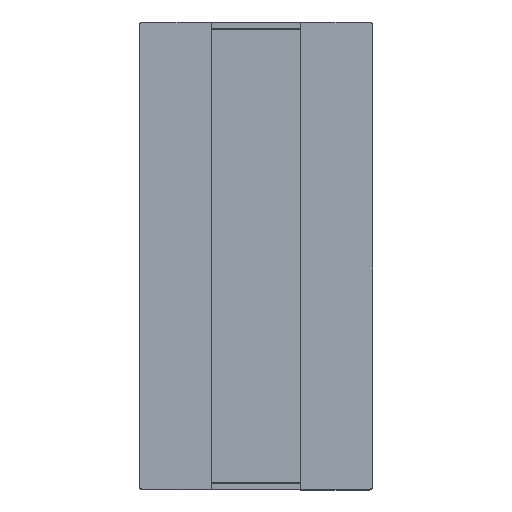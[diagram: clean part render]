
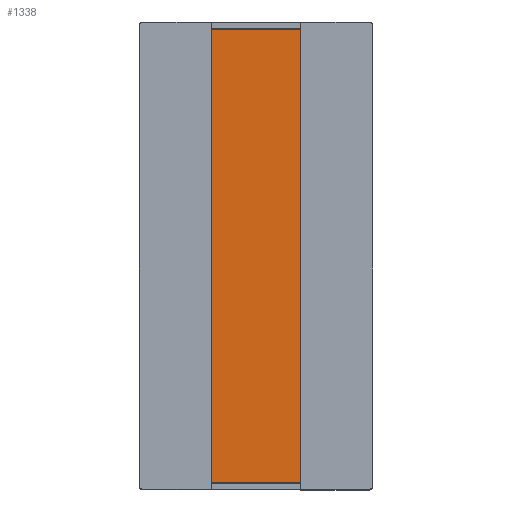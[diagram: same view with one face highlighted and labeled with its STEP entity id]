
A CAD part, top view. The second image highlights one B-rep face of the part: STEP entity #1338.
In plain terms, the highlighted face is planar.
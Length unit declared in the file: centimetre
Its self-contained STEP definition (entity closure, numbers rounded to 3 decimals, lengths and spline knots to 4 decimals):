
#200=FACE_OUTER_BOUND('',#288,.T.);
#288=EDGE_LOOP('',(#1084,#1085,#1086,#1087));
#408=LINE('',#2130,#556);
#411=LINE('',#2136,#559);
#414=LINE('',#2142,#562);
#417=LINE('',#2146,#565);
#556=VECTOR('',#1730,1.);
#559=VECTOR('',#1735,1.);
#562=VECTOR('',#1740,1.);
#565=VECTOR('',#1745,1.);
#671=VERTEX_POINT('',#2127);
#672=VERTEX_POINT('',#2129);
#674=VERTEX_POINT('',#2135);
#676=VERTEX_POINT('',#2141);
#810=EDGE_CURVE('',#672,#671,#408,.T.);
#813=EDGE_CURVE('',#674,#672,#411,.T.);
#816=EDGE_CURVE('',#676,#674,#414,.T.);
#819=EDGE_CURVE('',#671,#676,#417,.T.);
#1084=ORIENTED_EDGE('',*,*,#819,.T.);
#1085=ORIENTED_EDGE('',*,*,#816,.T.);
#1086=ORIENTED_EDGE('',*,*,#813,.T.);
#1087=ORIENTED_EDGE('',*,*,#810,.T.);
#1261=PLANE('',#1445);
#1338=ADVANCED_FACE('',(#200),#1261,.T.);
#1445=AXIS2_PLACEMENT_3D('',#2147,#1746,#1747);
#1730=DIRECTION('',(-1.,0.,0.));
#1735=DIRECTION('',(0.,0.,-1.));
#1740=DIRECTION('',(1.,0.,0.));
#1745=DIRECTION('',(0.,0.,1.));
#1746=DIRECTION('center_axis',(0.,1.,0.));
#1747=DIRECTION('ref_axis',(0.,0.,1.));
#2127=CARTESIAN_POINT('',(38.6,7.21,-246.));
#2129=CARTESIAN_POINT('',(86.4,7.21,-246.));
#2130=CARTESIAN_POINT('',(20.,7.21,-246.));
#2135=CARTESIAN_POINT('',(86.4,7.21,-4.));
#2136=CARTESIAN_POINT('',(86.4,7.21,-247.9615));
#2141=CARTESIAN_POINT('',(38.6,7.21,-4.));
#2142=CARTESIAN_POINT('',(105.,7.21,-4.));
#2146=CARTESIAN_POINT('',(38.6,7.21,-2.3009));
#2147=CARTESIAN_POINT('Origin',(62.5,7.21,-125.));
